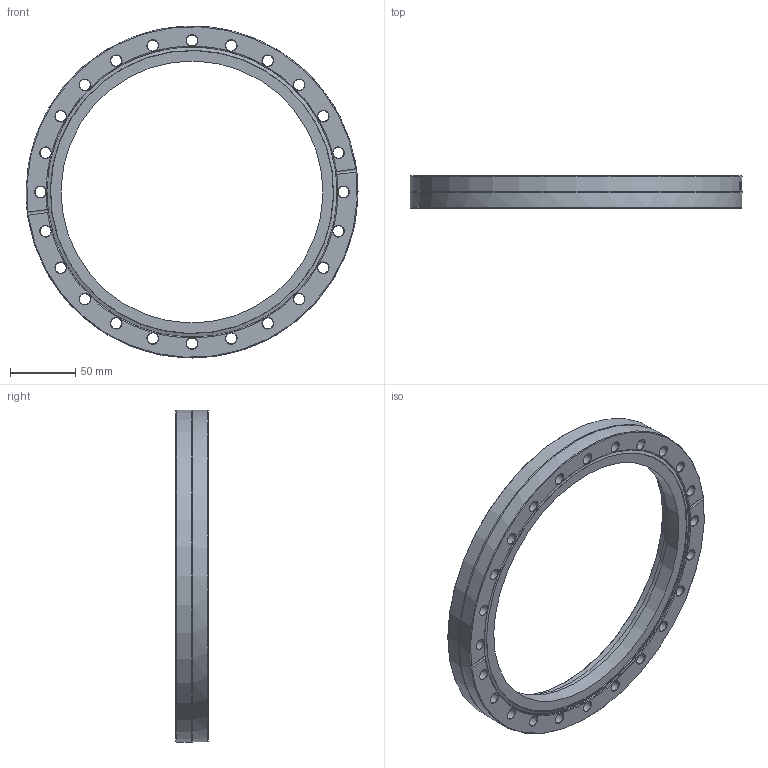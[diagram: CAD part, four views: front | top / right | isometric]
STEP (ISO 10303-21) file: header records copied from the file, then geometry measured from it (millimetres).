
FILE_DESCRIPTION(/* description */ (''),/* implementation_level */ '2;1');
FILE_NAME(/* name */ 'FL-200CFR-203.stp',/* time_stamp */ '2018-02-02T13:12:44+00:00',/* author */ ('paul'),/* organization */ (''),/* preprocessor_version */ 'ST-DEVELOPER v16.13',/* originating_system */ 'Autodesk Inventor 2018',/* authorisation */ '');
FILE_SCHEMA (('AUTOMOTIVE_DESIGN { 1 0 10303 214 3 1 1 }'));
Length unit declared in the file: millimetre
Products named in the file (3): FL-200CFR-203; FL-200CFR OUTER; FL-200CFR-203 INNER
Assembly tree (2 placements, depth 2):
  FL-200CFR-203
    FL-200CFR OUTER
    FL-200CFR-203 INNER
Bounding box: 254 x 24.6 x 254 mm (x, y, z)
Volume: 397410 mm3; surface area: 115521 mm2
Topology: 2 solids, 2 shells, 188 faces, 568 edges, 369 vertices
Faces by surface type: cone 56, bspline 53, cylinder 41, plane 37, torus 1
Full cylindrical faces by diameter (mm): 8.4 x24, 200.4 x1, 203.7 x1, 211 x1, 222 x1, 222.2 x1, 254 x2
Entity records: 17544 total; most frequent: CARTESIAN_POINT 13141, ORIENTED_EDGE 868, DIRECTION 801, EDGE_CURVE 434, AXIS2_PLACEMENT_3D 343, VERTEX_POINT 319, EDGE_LOOP 309, CIRCLE 203
